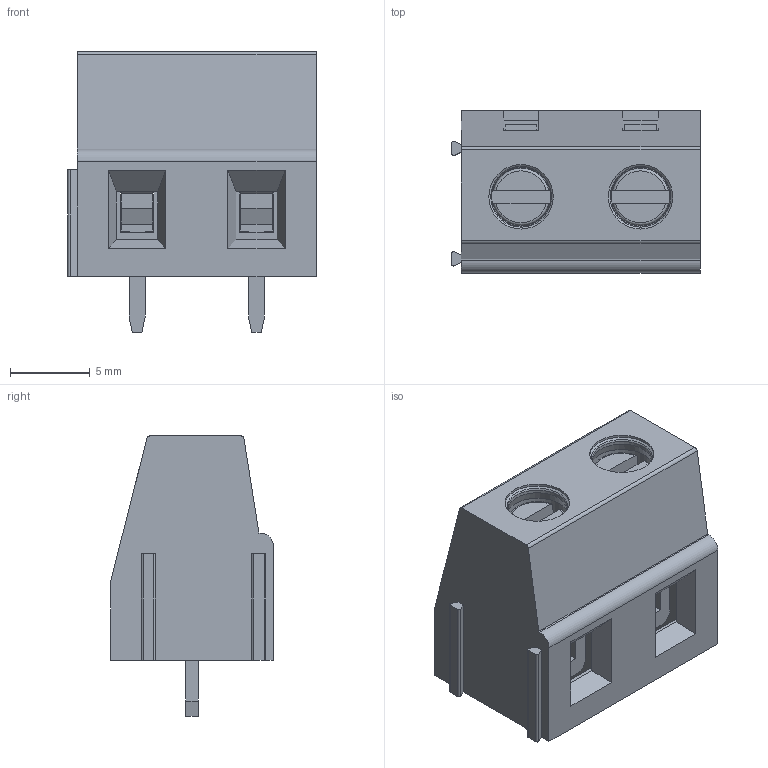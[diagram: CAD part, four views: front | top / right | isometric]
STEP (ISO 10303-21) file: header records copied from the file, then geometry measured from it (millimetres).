
FILE_DESCRIPTION(/* description */ ('Unknown'),/* implementation_level */ '2;1');
FILE_NAME(/* name */ 'TB004-750-02GR',/* time_stamp */ '2025-04-08T13:51:31+02:00',/* author */ ('Unknown'),/* organization */ ('Unknown'),/* preprocessor_version */ 'ST-DEVELOPER v19.4',/* originating_system */ 'Solid Edge',/* authorisation */ 'Unknown');
FILE_SCHEMA (('AUTOMOTIVE_DESIGN {1 0 10303 214 3 1 1}'));
Length unit declared in the file: millimetre
Products named in the file (1): TB004-750-02GR
Bounding box: 15.6 x 10.2 x 17.6 mm (x, y, z)
Volume: 1407.4 mm3; surface area: 2193.9 mm2
Topology: 7 solids, 7 shells, 276 faces, 764 edges, 498 vertices
Faces by surface type: plane 215, cylinder 39, cone 12, torus 10
Full cylindrical faces by diameter (mm): 2.894 x2, 3.108 x2, 3.187 x2, 3.701 x2, 3.916 x2, 4.045 x2
Entity records: 8607 total; most frequent: CARTESIAN_POINT 1561, ORIENTED_EDGE 1456, DIRECTION 1372, EDGE_CURVE 728, LINE 598, VECTOR 598, VERTEX_POINT 492, AXIS2_PLACEMENT_3D 387
